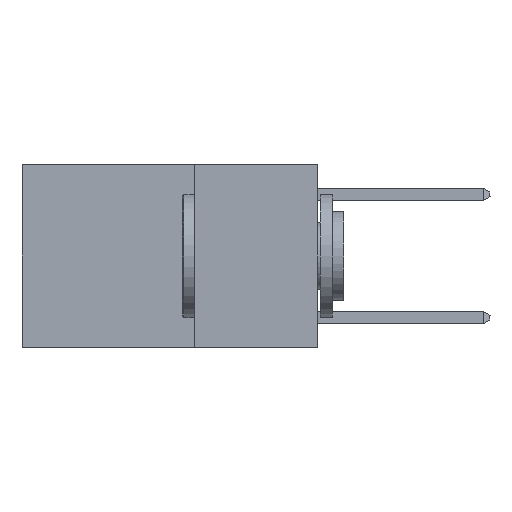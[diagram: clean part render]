
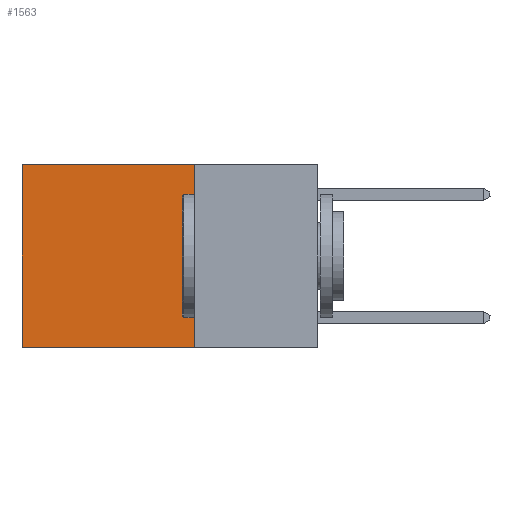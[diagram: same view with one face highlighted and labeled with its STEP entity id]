
A CAD part, left-side view. The second image highlights one B-rep face of the part: STEP entity #1563.
In plain terms, the highlighted planar face has unit normal (-1, 0, 0).
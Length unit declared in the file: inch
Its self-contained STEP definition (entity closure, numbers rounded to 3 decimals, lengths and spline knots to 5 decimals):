
#877 = CARTESIAN_POINT ( 'NONE',  ( 0.2625, 0.25, 0. ) ) ;
#992 = LINE ( 'NONE', #2241, #2067 ) ;
#1406 = VERTEX_POINT ( 'NONE', #5279 ) ;
#1563 = ADVANCED_FACE ( 'NONE', ( #7960 ), #1820, .F. ) ;
#1820 = PLANE ( 'NONE',  #5939 ) ;
#2067 = VECTOR ( 'NONE', #9573, 39.37008 ) ;
#2173 = CARTESIAN_POINT ( 'NONE',  ( 0.2625, 0.25, -0.37 ) ) ;
#2241 = CARTESIAN_POINT ( 'NONE',  ( 0.2625, 0.25, -0.37 ) ) ;
#2252 = ORIENTED_EDGE ( 'NONE', *, *, #14090, .F. ) ;
#2500 = EDGE_CURVE ( 'NONE', #1406, #6527, #14868, .T. ) ;
#4005 = DIRECTION ( 'NONE',  ( 0., 0., -1. ) ) ;
#4943 = VECTOR ( 'NONE', #13187, 39.37008 ) ;
#5279 = CARTESIAN_POINT ( 'NONE',  ( 0.2625, 0.25, 0. ) ) ;
#5470 = ORIENTED_EDGE ( 'NONE', *, *, #14785, .T. ) ;
#5650 = VECTOR ( 'NONE', #4005, 39.37008 ) ;
#5939 = AXIS2_PLACEMENT_3D ( 'NONE', #877, #10535, #13907 ) ;
#5995 = EDGE_CURVE ( 'NONE', #8484, #15378, #992, .T. ) ;
#6166 = VECTOR ( 'NONE', #15313, 39.37008 ) ;
#6527 = VERTEX_POINT ( 'NONE', #15542 ) ;
#7028 = LINE ( 'NONE', #14078, #6166 ) ;
#7960 = FACE_OUTER_BOUND ( 'NONE', #9326, .T. ) ;
#8094 = CARTESIAN_POINT ( 'NONE',  ( 0.2625, 0.6, -0.37 ) ) ;
#8484 = VERTEX_POINT ( 'NONE', #2173 ) ;
#8503 = CARTESIAN_POINT ( 'NONE',  ( 0.2625, 0.25, 0. ) ) ;
#8729 = ORIENTED_EDGE ( 'NONE', *, *, #2500, .T. ) ;
#9326 = EDGE_LOOP ( 'NONE', ( #5470, #10762, #2252, #8729 ) ) ;
#9573 = DIRECTION ( 'NONE',  ( 0., 1., 0. ) ) ;
#10535 = DIRECTION ( 'NONE',  ( 1., 0., 0. ) ) ;
#10762 = ORIENTED_EDGE ( 'NONE', *, *, #5995, .F. ) ;
#10835 = LINE ( 'NONE', #12402, #5650 ) ;
#12402 = CARTESIAN_POINT ( 'NONE',  ( 0.2625, 0.6, 0. ) ) ;
#13187 = DIRECTION ( 'NONE',  ( 0., 1., 0. ) ) ;
#13907 = DIRECTION ( 'NONE',  ( 0., 0., -1. ) ) ;
#14078 = CARTESIAN_POINT ( 'NONE',  ( 0.2625, 0.25, 0. ) ) ;
#14090 = EDGE_CURVE ( 'NONE', #1406, #8484, #7028, .T. ) ;
#14785 = EDGE_CURVE ( 'NONE', #6527, #15378, #10835, .T. ) ;
#14868 = LINE ( 'NONE', #8503, #4943 ) ;
#15313 = DIRECTION ( 'NONE',  ( 0., 0., -1. ) ) ;
#15378 = VERTEX_POINT ( 'NONE', #8094 ) ;
#15542 = CARTESIAN_POINT ( 'NONE',  ( 0.2625, 0.6, 0. ) ) ;
